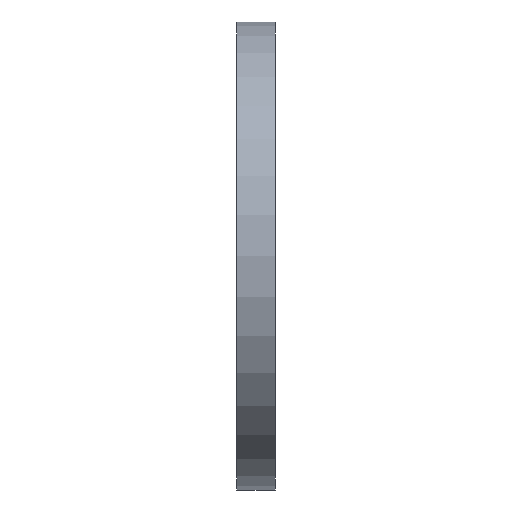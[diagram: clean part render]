
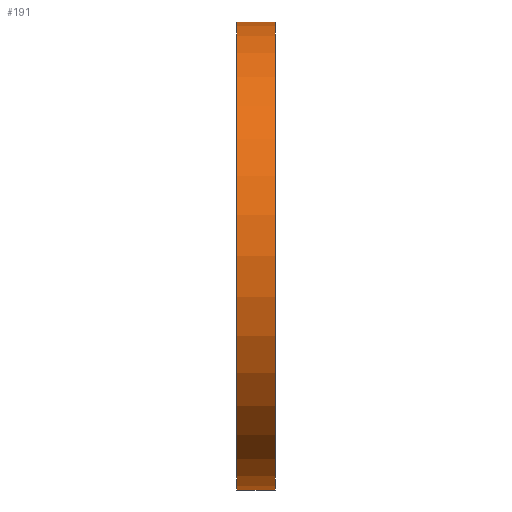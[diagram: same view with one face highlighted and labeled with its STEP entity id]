
A CAD part, left-side view. The second image highlights one B-rep face of the part: STEP entity #191.
In plain terms, the highlighted cylindrical face has radius 212.5 mm (diameter 425 mm), a partial arc.
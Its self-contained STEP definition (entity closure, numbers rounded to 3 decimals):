
#8 = VECTOR ( 'NONE', #362, 1000. ) ;
#18 = DIRECTION ( 'NONE',  ( 0., 0., 1. ) ) ;
#38 = EDGE_CURVE ( 'NONE', #994, #564, #39, .T. ) ;
#39 = CIRCLE ( 'NONE', #1086, 212.5 ) ;
#51 = CARTESIAN_POINT ( 'NONE',  ( 0., 0., 212.5 ) ) ;
#83 = CARTESIAN_POINT ( 'NONE',  ( 0., 35., 212.5 ) ) ;
#107 = LINE ( 'NONE', #877, #8 ) ;
#191 = ADVANCED_FACE ( 'NONE', ( #1077 ), #798, .T. ) ;
#197 = EDGE_CURVE ( 'NONE', #321, #994, #107, .T. ) ;
#214 = CARTESIAN_POINT ( 'NONE',  ( 0., 35., 0. ) ) ;
#220 = EDGE_LOOP ( 'NONE', ( #906, #759, #752, #845 ) ) ;
#267 = VECTOR ( 'NONE', #374, 1000. ) ;
#321 = VERTEX_POINT ( 'NONE', #844 ) ;
#344 = DIRECTION ( 'NONE',  ( 0., 1., 0. ) ) ;
#362 = DIRECTION ( 'NONE',  ( 0., 1., 0. ) ) ;
#374 = DIRECTION ( 'NONE',  ( 0., 1., 0. ) ) ;
#443 = CARTESIAN_POINT ( 'NONE',  ( 0., 34.695, 212.5 ) ) ;
#564 = VERTEX_POINT ( 'NONE', #83 ) ;
#569 = DIRECTION ( 'NONE',  ( 0., 0., 1. ) ) ;
#685 = CARTESIAN_POINT ( 'NONE',  ( 0., 35., -212.5 ) ) ;
#700 = DIRECTION ( 'NONE',  ( 0., 0., 1. ) ) ;
#710 = AXIS2_PLACEMENT_3D ( 'NONE', #788, #1131, #18 ) ;
#720 = EDGE_CURVE ( 'NONE', #855, #564, #818, .T. ) ;
#752 = ORIENTED_EDGE ( 'NONE', *, *, #720, .T. ) ;
#759 = ORIENTED_EDGE ( 'NONE', *, *, #929, .T. ) ;
#788 = CARTESIAN_POINT ( 'NONE',  ( 0., 34.695, 0. ) ) ;
#798 = CYLINDRICAL_SURFACE ( 'NONE', #710, 212.5 ) ;
#818 = LINE ( 'NONE', #443, #267 ) ;
#844 = CARTESIAN_POINT ( 'NONE',  ( 0., 0., -212.5 ) ) ;
#845 = ORIENTED_EDGE ( 'NONE', *, *, #38, .F. ) ;
#855 = VERTEX_POINT ( 'NONE', #51 ) ;
#877 = CARTESIAN_POINT ( 'NONE',  ( 0., 34.695, -212.5 ) ) ;
#906 = ORIENTED_EDGE ( 'NONE', *, *, #197, .F. ) ;
#929 = EDGE_CURVE ( 'NONE', #321, #855, #948, .T. ) ;
#948 = CIRCLE ( 'NONE', #1085, 212.5 ) ;
#994 = VERTEX_POINT ( 'NONE', #685 ) ;
#1077 = FACE_OUTER_BOUND ( 'NONE', #220, .T. ) ;
#1085 = AXIS2_PLACEMENT_3D ( 'NONE', #1134, #344, #700 ) ;
#1086 = AXIS2_PLACEMENT_3D ( 'NONE', #214, #1097, #569 ) ;
#1097 = DIRECTION ( 'NONE',  ( 0., 1., 0. ) ) ;
#1131 = DIRECTION ( 'NONE',  ( 0., 1., 0. ) ) ;
#1134 = CARTESIAN_POINT ( 'NONE',  ( 0., 0., 0. ) ) ;
